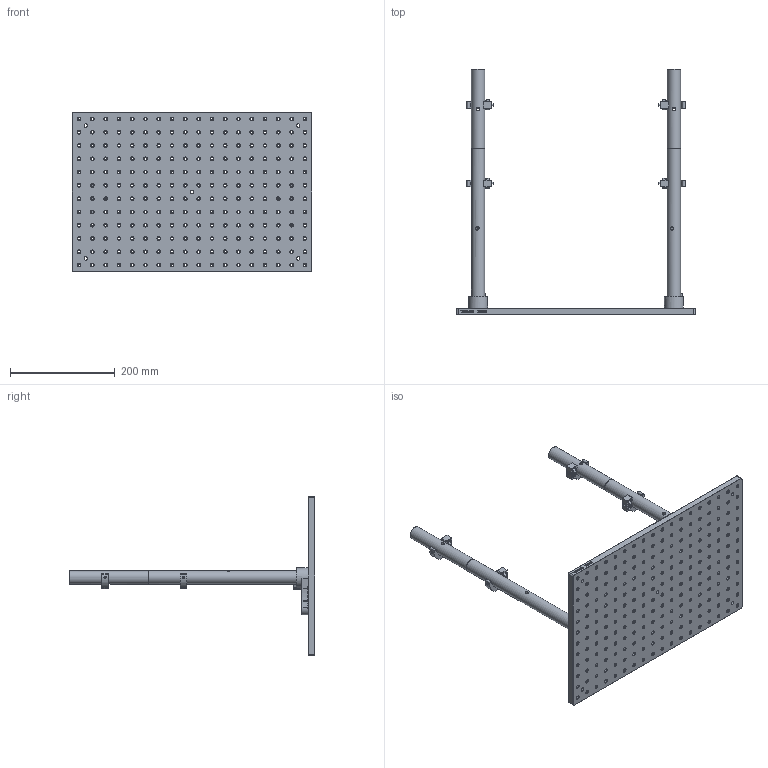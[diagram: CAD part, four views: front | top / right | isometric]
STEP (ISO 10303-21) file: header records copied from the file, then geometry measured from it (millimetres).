
FILE_DESCRIPTION (( 'STEP AP214' ), '1' );
FILE_NAME ('Assemblage_HP_280A-30KW.STEP', '2021-09-02T17:00:48', ( '' ), ( '' ), 'SwSTEP 2.0', 'SolidWorks 2020', '' );
FILE_SCHEMA (( 'AUTOMOTIVE_DESIGN' ));
Length unit declared in the file: millimetre
Products named in the file (8): 94355A707_18-8 Stainless Steel Flat-Tip Set Screws_94355A707; RB2-Solidworks_Web Assembly; Assemblage_HP_280A-30KW; 104927 0.25-20X0.5 CHH AI; RM1C-Solidworks; RS6-Solidworks; RS12-Solidworks; MB1218-Solidworks
Assembly tree (15 placements, depth 2):
  Assemblage_HP_280A-30KW
    MB1218-Solidworks
    RB2-Solidworks_Web Assembly  x2
    104927 0.25-20X0.5 CHH AI  x2
    RS6-Solidworks  x2
    RS12-Solidworks  x2
    94355A707_18-8 Stainless Steel Flat-Tip Set Screws_94355A707  x2
    RM1C-Solidworks  x4
Bounding box: 457.2 x 469.9 x 304.8 mm (x, y, z)
Volume: 2247323.4 mm3; surface area: 461640.3 mm2
Topology: 31 solids, 31 shells, 1657 faces, 3909 edges, 2401 vertices
Faces by surface type: plane 543, cone 535, cylinder 499, bspline 72, sphere 8
Full cylindrical faces by diameter (mm): 2.184 x16, 2.413 x4, 3.454 x4, 3.81 x4, 4.115 x4, 4.166 x12, 5.08 x8, 5.093 x4, 5.105 x226, 5.969 x4, 6.35 x20, 6.477 x2, 6.6 x5, 7.112 x4, 7.125 x4, 9.4 x2, 9.525 x2, 10.312 x2, 11 x5, 12.7 x8, 19.304 x4, 25.375 x4
Entity records: 49798 total; most frequent: CARTESIAN_POINT 11019, DIRECTION 5431, ORIENTED_EDGE 4146, EDGE_LOOP 2443, AXIS2_PLACEMENT_3D 2342, EDGE_CURVE 2073, VERTEX_POINT 1700, FACE_OUTER_BOUND 1462
